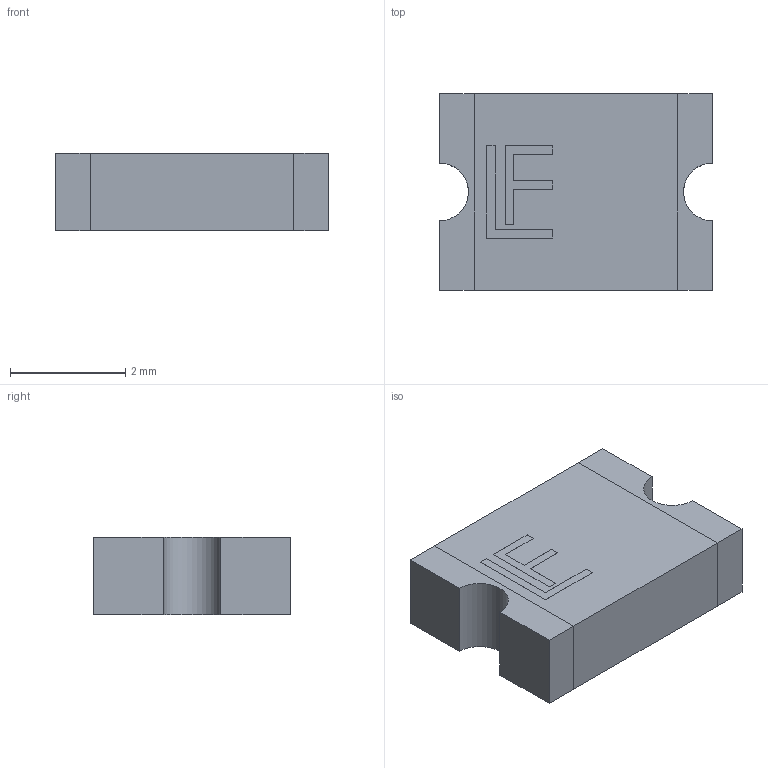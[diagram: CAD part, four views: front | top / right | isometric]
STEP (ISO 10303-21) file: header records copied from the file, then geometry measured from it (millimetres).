
FILE_DESCRIPTION (( 'STEP AP214' ), '1' );
FILE_NAME ('7C9DA9D3-CED5-4E14-A138-0D11E7F11B1D.STEP', '2022-12-09T00:35:42', ( '' ), ( '' ), 'SwSTEP 2.0', 'SolidWorks 2022', '' );
FILE_SCHEMA (( 'AUTOMOTIVE_DESIGN' ));
Length unit declared in the file: millimetre
Products named in the file (1): 7C9DA9D3-CED5-4E14-A138-0D11E7F11B1D
Bounding box: 4.73 x 3.41 x 1.34 mm (x, y, z)
Volume: 20.6 mm3; surface area: 73.9 mm2
Topology: 5 solids, 5 shells, 43 faces, 99 edges, 66 vertices
Faces by surface type: plane 40, cylinder 3
Entity records: 1555 total; most frequent: CARTESIAN_POINT 209, ORIENTED_EDGE 198, DIRECTION 193, EDGE_CURVE 99, LINE 93, VECTOR 93, VERTEX_POINT 66, AXIS2_PLACEMENT_3D 50
